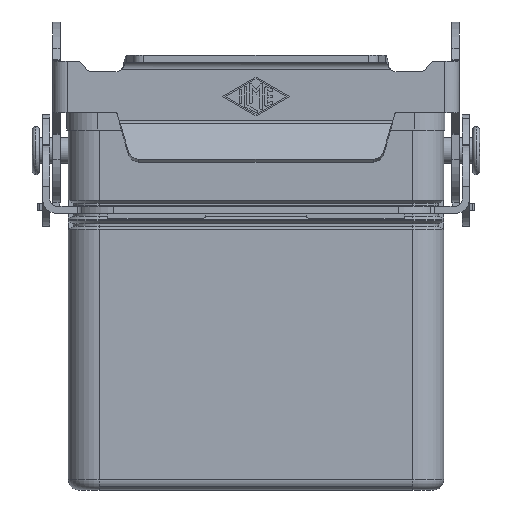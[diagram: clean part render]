
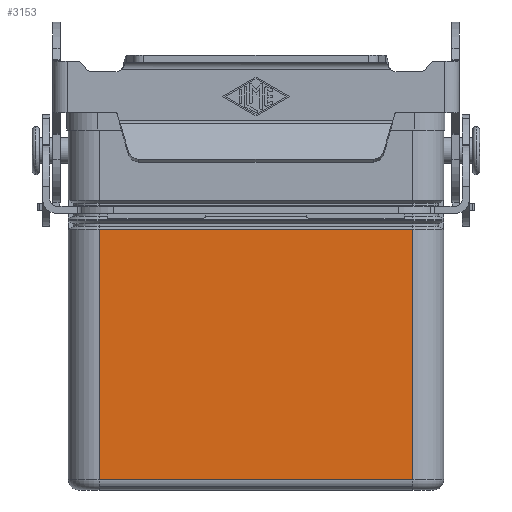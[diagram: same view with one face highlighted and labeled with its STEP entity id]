
A CAD part, front view. The second image highlights one B-rep face of the part: STEP entity #3153.
In plain terms, the highlighted planar face has unit normal (0, -1, 0).
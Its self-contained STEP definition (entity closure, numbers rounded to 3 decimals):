
#1897=CARTESIAN_POINT('',(30.5,-21.75,-15.327));
#1898=VERTEX_POINT('',#1897);
#1930=CARTESIAN_POINT('',(-30.5,-21.75,-15.327));
#1931=VERTEX_POINT('',#1930);
#1932=CARTESIAN_POINT('',(30.5,-21.75,-15.327));
#1933=DIRECTION('',(-1.0,0.0,0.0));
#1934=VECTOR('',#1933,61.);
#1935=LINE('',#1932,#1934);
#1936=EDGE_CURVE('',#1898,#1931,#1935,.T.);
#3063=CARTESIAN_POINT('',(30.5,-21.75,-64.));
#3064=VERTEX_POINT('',#3063);
#3065=CARTESIAN_POINT('',(30.5,-21.75,-15.327));
#3066=DIRECTION('',(0.0,0.0,-1.0));
#3067=VECTOR('',#3066,48.673);
#3068=LINE('',#3065,#3067);
#3069=EDGE_CURVE('',#1898,#3064,#3068,.T.);
#3130=CARTESIAN_POINT('',(-30.5,-21.75,9.0));
#3131=DIRECTION('',(0.0,-1.0,0.0));
#3132=DIRECTION('',(0.0,0.0,-1.0));
#3133=AXIS2_PLACEMENT_3D('',#3130,#3131,#3132);
#3134=PLANE('',#3133);
#3135=ORIENTED_EDGE('',*,*,#1936,.T.);
#3136=CARTESIAN_POINT('',(-30.5,-21.75,-64.));
#3137=VERTEX_POINT('',#3136);
#3138=CARTESIAN_POINT('',(-30.5,-21.75,-15.327));
#3139=DIRECTION('',(0.0,0.0,-1.0));
#3140=VECTOR('',#3139,48.673);
#3141=LINE('',#3138,#3140);
#3142=EDGE_CURVE('',#1931,#3137,#3141,.T.);
#3143=ORIENTED_EDGE('',*,*,#3142,.T.);
#3144=CARTESIAN_POINT('',(30.5,-21.75,-64.));
#3145=DIRECTION('',(-1.0,0.0,0.0));
#3146=VECTOR('',#3145,61.0);
#3147=LINE('',#3144,#3146);
#3148=EDGE_CURVE('',#3064,#3137,#3147,.T.);
#3149=ORIENTED_EDGE('',*,*,#3148,.F.);
#3150=ORIENTED_EDGE('',*,*,#3069,.F.);
#3151=EDGE_LOOP('',(#3135,#3143,#3149,#3150));
#3152=FACE_OUTER_BOUND('',#3151,.T.);
#3153=ADVANCED_FACE('',(#3152),#3134,.T.);
